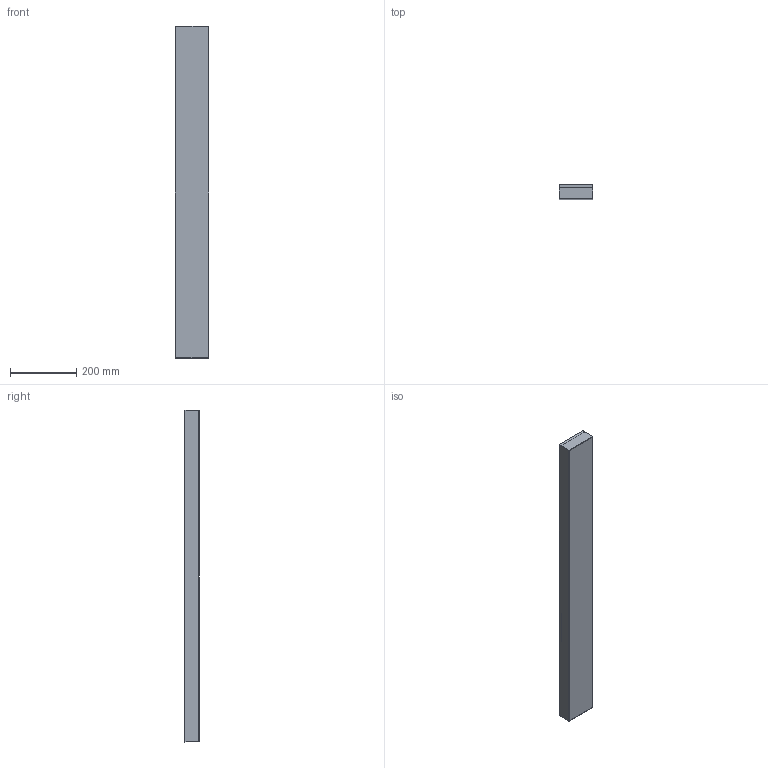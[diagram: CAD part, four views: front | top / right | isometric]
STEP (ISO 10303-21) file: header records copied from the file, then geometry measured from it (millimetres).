
FILE_DESCRIPTION(/* description */ (''),/* implementation_level */ '2;1');
FILE_NAME(/* name */ 'TBAA100004 - Customer.stp',/* time_stamp */ '2014-05-26T10:27:56+02:00',/* author */ ('bs'),/* organization */ (''),/* preprocessor_version */ 'ST-DEVELOPER v15.2',/* originating_system */ 'Autodesk Inventor 2014',/* authorisation */ '');
FILE_SCHEMA (('AUTOMOTIVE_DESIGN { 1 0 10303 214 3 1 1 }'));
Length unit declared in the file: millimetre
Products named in the file (1): TBAA100014 - Customer
Bounding box: 102 x 43.8 x 999 mm (x, y, z)
Volume: 952345.3 mm3; surface area: 606335.9 mm2
Topology: 2 solids, 2 shells, 52 faces, 106 edges, 62 vertices
Faces by surface type: plane 32, cylinder 12, bspline 8
Full cylindrical faces by diameter (mm): 6.647 x2, 12 x2
Entity records: 1542 total; most frequent: CARTESIAN_POINT 457, ORIENTED_EDGE 196, DIRECTION 182, EDGE_CURVE 98, LINE 72, VECTOR 72, EDGE_LOOP 64, VERTEX_POINT 58
